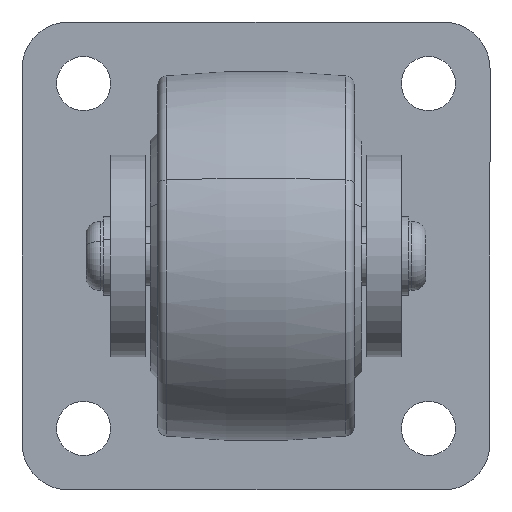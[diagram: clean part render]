
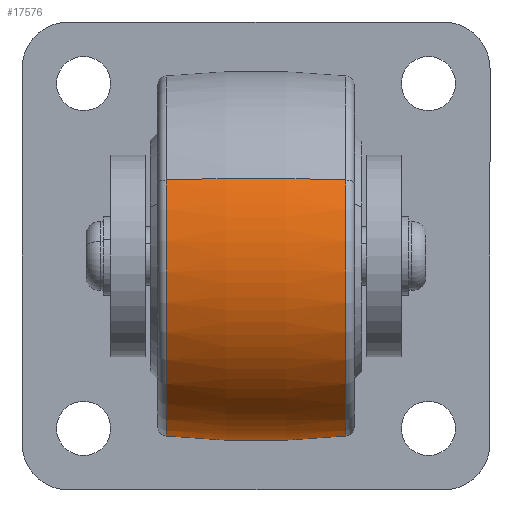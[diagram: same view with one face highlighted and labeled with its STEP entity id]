
A CAD part, front view. The second image highlights one B-rep face of the part: STEP entity #17576.
In plain terms, the highlighted toroidal (fillet/blend) face has major radius 163 mm and minor radius 200.5 mm.
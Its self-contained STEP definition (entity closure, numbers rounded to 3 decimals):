
#359 = CARTESIAN_POINT ( 'NONE',  ( 0., -216.337, 68.654 ) ) ;
#543 = AXIS2_PLACEMENT_3D ( 'NONE', #29909, #13962, #32553 ) ;
#1459 = EDGE_LOOP ( 'NONE', ( #27863, #11622, #26608, #16583 ) ) ;
#3050 = DIRECTION ( 'NONE',  ( 0., -0.907, 0.421 ) ) ;
#3392 = CARTESIAN_POINT ( 'NONE',  ( 18.181, -101.762, 15.447 ) ) ;
#4742 = FACE_OUTER_BOUND ( 'NONE', #1459, .T. ) ;
#6017 = DIRECTION ( 'NONE',  ( -1., 0., 0. ) ) ;
#8480 = VERTEX_POINT ( 'NONE', #8748 ) ;
#8748 = CARTESIAN_POINT ( 'NONE',  ( 18.181, -35.238, -15.447 ) ) ;
#8858 = EDGE_CURVE ( 'NONE', #8480, #14147, #32789, .T. ) ;
#9749 = CIRCLE ( 'NONE', #543, 200.5 ) ;
#9880 = CIRCLE ( 'NONE', #9884, 36.674 ) ;
#9884 = AXIS2_PLACEMENT_3D ( 'NONE', #21828, #6017, #24507 ) ;
#11508 = EDGE_CURVE ( 'NONE', #8480, #25533, #9880, .T. ) ;
#11622 = ORIENTED_EDGE ( 'NONE', *, *, #11508, .T. ) ;
#13962 = DIRECTION ( 'NONE',  ( 0., -0.421, -0.907 ) ) ;
#13999 = CARTESIAN_POINT ( 'NONE',  ( -18.181, -35.238, -15.447 ) ) ;
#14147 = VERTEX_POINT ( 'NONE', #13999 ) ;
#14229 = CARTESIAN_POINT ( 'NONE',  ( -18.181, -68.5, 0. ) ) ;
#15269 = VERTEX_POINT ( 'NONE', #33703 ) ;
#16185 = EDGE_CURVE ( 'NONE', #25533, #15269, #9749, .T. ) ;
#16583 = ORIENTED_EDGE ( 'NONE', *, *, #29453, .T. ) ;
#16854 = DIRECTION ( 'NONE',  ( 0., 0.907, -0.421 ) ) ;
#17232 = DIRECTION ( 'NONE',  ( 0., -0.907, 0.421 ) ) ;
#17576 = ADVANCED_FACE ( 'NONE', ( #4742 ), #32136, .T. ) ;
#18900 = DIRECTION ( 'NONE',  ( 0., 0.421, 0.907 ) ) ;
#20865 = CIRCLE ( 'NONE', #24291, 36.674 ) ;
#21344 = AXIS2_PLACEMENT_3D ( 'NONE', #359, #18900, #3050 ) ;
#21828 = CARTESIAN_POINT ( 'NONE',  ( 18.181, -68.5, 0. ) ) ;
#24291 = AXIS2_PLACEMENT_3D ( 'NONE', #14229, #32824, #16854 ) ;
#24507 = DIRECTION ( 'NONE',  ( 0., -0.907, 0.421 ) ) ;
#25533 = VERTEX_POINT ( 'NONE', #3392 ) ;
#26608 = ORIENTED_EDGE ( 'NONE', *, *, #16185, .T. ) ;
#27863 = ORIENTED_EDGE ( 'NONE', *, *, #8858, .F. ) ;
#29453 = EDGE_CURVE ( 'NONE', #15269, #14147, #20865, .T. ) ;
#29909 = CARTESIAN_POINT ( 'NONE',  ( 0., 79.337, -68.654 ) ) ;
#30089 = AXIS2_PLACEMENT_3D ( 'NONE', #30567, #33202, #17232 ) ;
#30567 = CARTESIAN_POINT ( 'NONE',  ( 0., -68.5, 0. ) ) ;
#32136 = TOROIDAL_SURFACE ( 'NONE', #30089, -163., 200.5 ) ;
#32553 = DIRECTION ( 'NONE',  ( 0., 0.907, -0.421 ) ) ;
#32789 = CIRCLE ( 'NONE', #21344, 200.5 ) ;
#32824 = DIRECTION ( 'NONE',  ( 1., 0., 0. ) ) ;
#33202 = DIRECTION ( 'NONE',  ( -1., 0., 0. ) ) ;
#33703 = CARTESIAN_POINT ( 'NONE',  ( -18.181, -101.762, 15.447 ) ) ;
